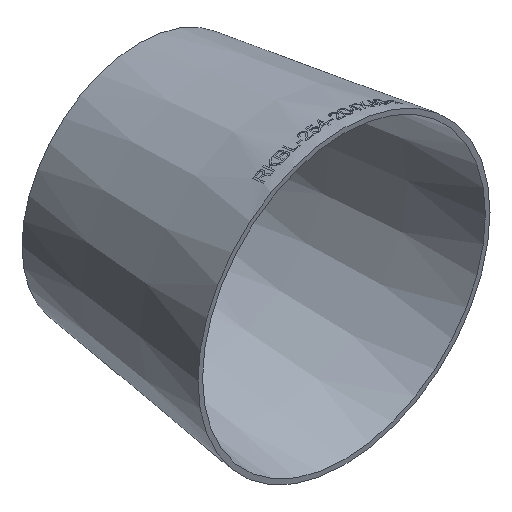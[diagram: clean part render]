
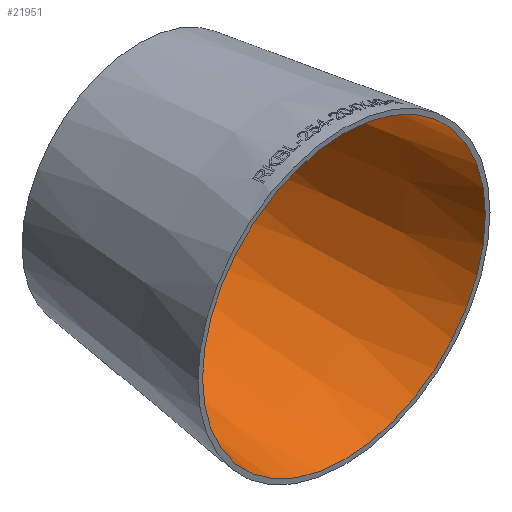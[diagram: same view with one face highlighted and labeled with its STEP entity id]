
A CAD part, isometric view. The second image highlights one B-rep face of the part: STEP entity #21951.
In plain terms, the highlighted conical face has half-angle 7.995 degrees and reference radius 122.961 mm.
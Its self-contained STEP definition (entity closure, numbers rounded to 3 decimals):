
#407 = CARTESIAN_POINT ( 'NONE',  ( 0., 0., -122.961 ) ) ;
#695 = CARTESIAN_POINT ( 'NONE',  ( 0., 178., -97.961 ) ) ;
#1869 = EDGE_CURVE ( 'NONE', #19032, #19032, #7840, .T. ) ;
#2997 = DIRECTION ( 'NONE',  ( 0., -1., 0. ) ) ;
#4083 = AXIS2_PLACEMENT_3D ( 'NONE', #10002, #2997, #16566 ) ;
#5353 = CARTESIAN_POINT ( 'NONE',  ( 0., 0., 0. ) ) ;
#5825 = EDGE_LOOP ( 'NONE', ( #9887 ) ) ;
#6453 = EDGE_LOOP ( 'NONE', ( #17579 ) ) ;
#6933 = AXIS2_PLACEMENT_3D ( 'NONE', #5353, #14755, #14471 ) ;
#7840 = CIRCLE ( 'NONE', #24481, 122.961 ) ;
#9004 = CARTESIAN_POINT ( 'NONE',  ( 0., 0., 0. ) ) ;
#9859 = FACE_BOUND ( 'NONE', #6453, .T. ) ;
#9887 = ORIENTED_EDGE ( 'NONE', *, *, #1869, .T. ) ;
#10002 = CARTESIAN_POINT ( 'NONE',  ( 0., 178., 0. ) ) ;
#11224 = CIRCLE ( 'NONE', #4083, 97.961 ) ;
#14471 = DIRECTION ( 'NONE',  ( 0., 0., -1. ) ) ;
#14755 = DIRECTION ( 'NONE',  ( 0., -1., 0. ) ) ;
#16306 = DIRECTION ( 'NONE',  ( 0., 0., -1. ) ) ;
#16566 = DIRECTION ( 'NONE',  ( 0., 0., -1. ) ) ;
#17579 = ORIENTED_EDGE ( 'NONE', *, *, #21877, .F. ) ;
#18238 = DIRECTION ( 'NONE',  ( 0., -1., 0. ) ) ;
#19032 = VERTEX_POINT ( 'NONE', #407 ) ;
#21877 = EDGE_CURVE ( 'NONE', #23181, #23181, #11224, .T. ) ;
#21951 = ADVANCED_FACE ( 'NONE', ( #9859, #25921 ), #27874, .F. ) ;
#23181 = VERTEX_POINT ( 'NONE', #695 ) ;
#24481 = AXIS2_PLACEMENT_3D ( 'NONE', #9004, #18238, #16306 ) ;
#25921 = FACE_OUTER_BOUND ( 'NONE', #5825, .T. ) ;
#27874 = CONICAL_SURFACE ( 'NONE', #6933, 122.961, 0.14 ) ;
